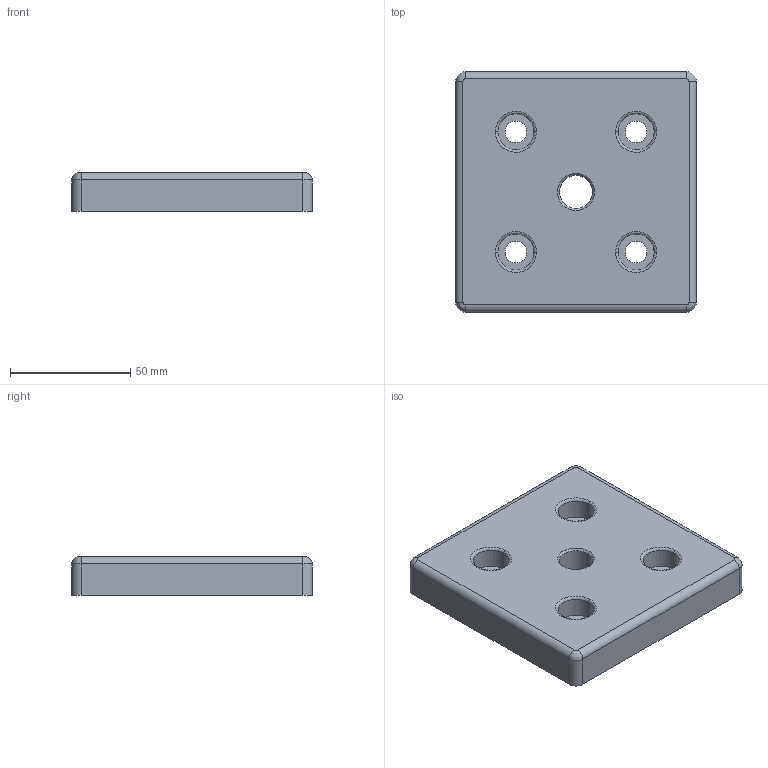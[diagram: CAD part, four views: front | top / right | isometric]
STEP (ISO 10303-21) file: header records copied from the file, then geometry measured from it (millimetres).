
FILE_DESCRIPTION (( 'STEP AP214' ), '1' );
FILE_NAME ('093t1001001608s.STEP', '2014-09-08T09:37:59', ( '' ), ( '' ), 'SwSTEP 2.0', 'SolidWorks 2014', '' );
FILE_SCHEMA (( 'AUTOMOTIVE_DESIGN' ));
Length unit declared in the file: inch
Products named in the file (1): 093t1001001608s
Bounding box: 100 x 100 x 16 mm (x, y, z)
Surface area: 37402.1 mm2 (no closed solid volume)
Topology: 0 solids, 1 shells, 191 faces, 475 edges, 275 vertices
Faces by surface type: cylinder 89, bspline 73, plane 27, cone 2
Entity records: 10294 total; most frequent: CARTESIAN_POINT 3470, DIRECTION 947, ORIENTED_EDGE 906, EDGE_CURVE 457, AXIS2_PLACEMENT_3D 404, CIRCLE 285, VERTEX_POINT 275, EDGE_LOOP 210
